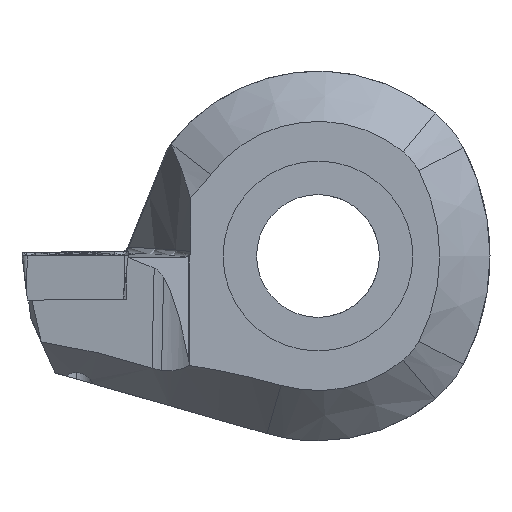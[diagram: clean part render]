
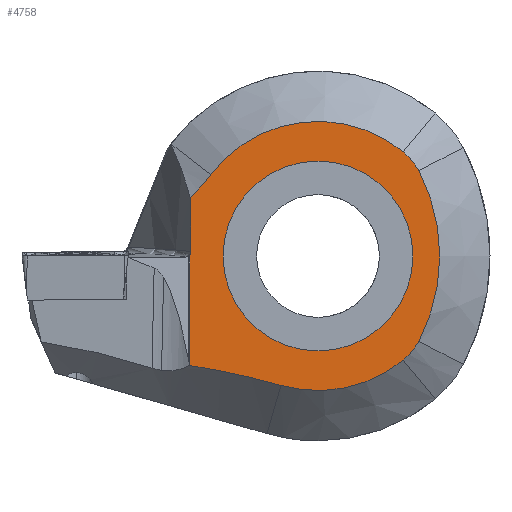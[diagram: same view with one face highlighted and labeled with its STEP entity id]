
A CAD part, left-side view. The second image highlights one B-rep face of the part: STEP entity #4758.
In plain terms, the highlighted planar face has unit normal (-1, 0, 0).
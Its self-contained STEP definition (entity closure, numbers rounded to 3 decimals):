
#18 = FACE_OUTER_BOUND ( 'NONE', #4417, .T. ) ;
#21 = DIRECTION ( 'NONE',  ( 1., 0., 0. ) ) ;
#74 = DIRECTION ( 'NONE',  ( -1., 0., 0. ) ) ;
#98 = ORIENTED_EDGE ( 'NONE', *, *, #3981, .F. ) ;
#112 = EDGE_CURVE ( 'NONE', #667, #790, #3360, .T. ) ;
#117 = DIRECTION ( 'NONE',  ( -1., 0., 0. ) ) ;
#142 = DIRECTION ( 'NONE',  ( 1., 0., 0. ) ) ;
#229 = CARTESIAN_POINT ( 'NONE',  ( -10., 11.387, 0.407 ) ) ;
#230 = DIRECTION ( 'NONE',  ( 0., 0., 1. ) ) ;
#250 = CARTESIAN_POINT ( 'NONE',  ( -10., 11.5, -16.55 ) ) ;
#251 = AXIS2_PLACEMENT_3D ( 'NONE', #1432, #2218, #1800 ) ;
#272 = ORIENTED_EDGE ( 'NONE', *, *, #600, .T. ) ;
#341 = EDGE_CURVE ( 'NONE', #4659, #2452, #3039, .T. ) ;
#370 = CARTESIAN_POINT ( 'NONE',  ( -10., 11.418, 3.629 ) ) ;
#388 = EDGE_CURVE ( 'NONE', #4755, #572, #4768, .T. ) ;
#441 = CARTESIAN_POINT ( 'NONE',  ( -10., 11.478, -9.806 ) ) ;
#572 = VERTEX_POINT ( 'NONE', #1008 ) ;
#600 = EDGE_CURVE ( 'NONE', #1828, #3279, #5163, .T. ) ;
#633 = EDGE_CURVE ( 'NONE', #927, #667, #674, .T. ) ;
#667 = VERTEX_POINT ( 'NONE', #4764 ) ;
#674 = CIRCLE ( 'NONE', #2518, 12.05 ) ;
#689 = FACE_BOUND ( 'NONE', #2104, .T. ) ;
#754 = CIRCLE ( 'NONE', #2207, 5.5 ) ;
#777 = ORIENTED_EDGE ( 'NONE', *, *, #4476, .F. ) ;
#781 = DIRECTION ( 'NONE',  ( 0., 1., 0. ) ) ;
#790 = VERTEX_POINT ( 'NONE', #441 ) ;
#843 = AXIS2_PLACEMENT_3D ( 'NONE', #1282, #142, #1350 ) ;
#927 = VERTEX_POINT ( 'NONE', #1794 ) ;
#965 = ORIENTED_EDGE ( 'NONE', *, *, #4852, .T. ) ;
#993 = DIRECTION ( 'NONE',  ( 1., 0., 0. ) ) ;
#1008 = CARTESIAN_POINT ( 'NONE',  ( -10., -7.636, 9.322 ) ) ;
#1043 = DIRECTION ( 'NONE',  ( -1., 0., 0. ) ) ;
#1046 = CARTESIAN_POINT ( 'NONE',  ( -10., 0., -8.5 ) ) ;
#1282 = CARTESIAN_POINT ( 'NONE',  ( -10., 0., 0. ) ) ;
#1302 = CARTESIAN_POINT ( 'NONE',  ( -10., 11.387, 0.407 ) ) ;
#1342 =( BOUNDED_CURVE ( )  B_SPLINE_CURVE ( 3, ( #3780, #3794, #2953, #4200 ),
 .UNSPECIFIED., .F., .T. ) 
 B_SPLINE_CURVE_WITH_KNOTS ( ( 4, 4 ),
 ( 0.518, 0.524 ),
 .UNSPECIFIED. ) 
 CURVE ( )  GEOMETRIC_REPRESENTATION_ITEM ( )  RATIONAL_B_SPLINE_CURVE ( ( 1., 1., 1., 1. ) ) 
 REPRESENTATION_ITEM ( '' )  );
#1350 = DIRECTION ( 'NONE',  ( 0., 1., 0. ) ) ;
#1362 = EDGE_CURVE ( 'NONE', #4811, #4755, #2280, .T. ) ;
#1425 = CARTESIAN_POINT ( 'NONE',  ( -10., 0., 0. ) ) ;
#1432 = CARTESIAN_POINT ( 'NONE',  ( -10., 21.1, -73.585 ) ) ;
#1467 = CARTESIAN_POINT ( 'NONE',  ( -10., 11.386, 0.291 ) ) ;
#1566 = ORIENTED_EDGE ( 'NONE', *, *, #3508, .T. ) ;
#1588 = CARTESIAN_POINT ( 'NONE',  ( -10., 0., 8.5 ) ) ;
#1606 = DIRECTION ( 'NONE',  ( 0., 1., 0. ) ) ;
#1652 = DIRECTION ( 'NONE',  ( 1., 0., 0. ) ) ;
#1747 = ORIENTED_EDGE ( 'NONE', *, *, #4846, .T. ) ;
#1794 = CARTESIAN_POINT ( 'NONE',  ( -10., -7.636, -9.322 ) ) ;
#1800 = DIRECTION ( 'NONE',  ( 0., 1., 0. ) ) ;
#1813 = CARTESIAN_POINT ( 'NONE',  ( -10., 11.426, 0.18 ) ) ;
#1815 = DIRECTION ( 'NONE',  ( 0., 1., 0. ) ) ;
#1828 = VERTEX_POINT ( 'NONE', #1302 ) ;
#2077 = VERTEX_POINT ( 'NONE', #4978 ) ;
#2081 = CARTESIAN_POINT ( 'NONE',  ( -10., 23.298, 17.723 ) ) ;
#2086 = DIRECTION ( 'NONE',  ( 0., 1., 0. ) ) ;
#2094 = DIRECTION ( 'NONE',  ( 1., 0., 0. ) ) ;
#2104 = EDGE_LOOP ( 'NONE', ( #5062, #965 ) ) ;
#2132 = CARTESIAN_POINT ( 'NONE',  ( -10., -4.151, 5.067 ) ) ;
#2207 = AXIS2_PLACEMENT_3D ( 'NONE', #3173, #2343, #1606 ) ;
#2218 = DIRECTION ( 'NONE',  ( -1., 0., 0. ) ) ;
#2256 = AXIS2_PLACEMENT_3D ( 'NONE', #4509, #2094, #4919 ) ;
#2280 = CIRCLE ( 'NONE', #3771, 16.4 ) ;
#2343 = DIRECTION ( 'NONE',  ( 1., 0., 0. ) ) ;
#2452 = VERTEX_POINT ( 'NONE', #3161 ) ;
#2518 = AXIS2_PLACEMENT_3D ( 'NONE', #3970, #21, #781 ) ;
#2558 = CIRCLE ( 'NONE', #4535, 12.05 ) ;
#2590 = CARTESIAN_POINT ( 'NONE',  ( -10., 11.5, 0.091 ) ) ;
#2609 = CARTESIAN_POINT ( 'NONE',  ( -10., -9.02, -7.624 ) ) ;
#2765 = CARTESIAN_POINT ( 'NONE',  ( -10., 11.402, 2.019 ) ) ;
#2781 = AXIS2_PLACEMENT_3D ( 'NONE', #2081, #1652, #4446 ) ;
#2939 = EDGE_CURVE ( 'NONE', #4863, #4529, #3659, .T. ) ;
#2953 = CARTESIAN_POINT ( 'NONE',  ( -10., 11.485, -9.776 ) ) ;
#3039 = CIRCLE ( 'NONE', #2781, 17.223 ) ;
#3161 = CARTESIAN_POINT ( 'NONE',  ( -10., 11.434, 5.238 ) ) ;
#3173 = CARTESIAN_POINT ( 'NONE',  ( -10., -4.151, -5.067 ) ) ;
#3265 = CARTESIAN_POINT ( 'NONE',  ( -10., 5.5, 0. ) ) ;
#3279 = VERTEX_POINT ( 'NONE', #3652 ) ;
#3329 = CARTESIAN_POINT ( 'NONE',  ( -10., -9.02, 7.624 ) ) ;
#3350 = PLANE ( 'NONE',  #2256 ) ;
#3360 = CIRCLE ( 'NONE', #251, 64.5 ) ;
#3364 = DIRECTION ( 'NONE',  ( 0., 1., 0. ) ) ;
#3484 = CARTESIAN_POINT ( 'NONE',  ( -10., 11.434, 5.238 ) ) ;
#3508 = EDGE_CURVE ( 'NONE', #572, #4659, #2558, .T. ) ;
#3528 = AXIS2_PLACEMENT_3D ( 'NONE', #2132, #117, #3364 ) ;
#3593 = AXIS2_PLACEMENT_3D ( 'NONE', #4670, #993, #1815 ) ;
#3637 = ORIENTED_EDGE ( 'NONE', *, *, #341, .T. ) ;
#3652 = CARTESIAN_POINT ( 'NONE',  ( -10., 11.5, 0.091 ) ) ;
#3654 = ORIENTED_EDGE ( 'NONE', *, *, #633, .F. ) ;
#3659 = CIRCLE ( 'NONE', #843, 8.5 ) ;
#3771 = AXIS2_PLACEMENT_3D ( 'NONE', #3265, #74, #2086 ) ;
#3780 = CARTESIAN_POINT ( 'NONE',  ( -10., 11.5, -9.717 ) ) ;
#3794 = CARTESIAN_POINT ( 'NONE',  ( -10., 11.493, -9.747 ) ) ;
#3837 = DIRECTION ( 'NONE',  ( 0., 1., 0. ) ) ;
#3970 = CARTESIAN_POINT ( 'NONE',  ( -10., 0., 0. ) ) ;
#3981 = EDGE_CURVE ( 'NONE', #1828, #2452, #4115, .T. ) ;
#4051 = LINE ( 'NONE', #250, #4577 ) ;
#4115 =( BOUNDED_CURVE ( )  B_SPLINE_CURVE ( 3, ( #4756, #2765, #370, #3484 ),
 .UNSPECIFIED., .F., .T. ) 
 B_SPLINE_CURVE_WITH_KNOTS ( ( 4, 4 ),
 ( 1.839, 1.844 ),
 .UNSPECIFIED. ) 
 CURVE ( )  GEOMETRIC_REPRESENTATION_ITEM ( )  RATIONAL_B_SPLINE_CURVE ( ( 1., 1., 1., 1. ) ) 
 REPRESENTATION_ITEM ( '' )  );
#4200 = CARTESIAN_POINT ( 'NONE',  ( -10., 11.478, -9.806 ) ) ;
#4417 = EDGE_LOOP ( 'NONE', ( #1566, #3637, #98, #272, #4699, #1747, #5154, #3654, #777, #5017, #5142 ) ) ;
#4446 = DIRECTION ( 'NONE',  ( 0., 1., 0. ) ) ;
#4476 = EDGE_CURVE ( 'NONE', #4811, #927, #754, .T. ) ;
#4509 = CARTESIAN_POINT ( 'NONE',  ( -10., 11.5, -16.55 ) ) ;
#4529 = VERTEX_POINT ( 'NONE', #1588 ) ;
#4535 = AXIS2_PLACEMENT_3D ( 'NONE', #1425, #1043, #3837 ) ;
#4563 = CARTESIAN_POINT ( 'NONE',  ( -10., 9.591, 7.296 ) ) ;
#4577 = VECTOR ( 'NONE', #230, 1000. ) ;
#4659 = VERTEX_POINT ( 'NONE', #4563 ) ;
#4670 = CARTESIAN_POINT ( 'NONE',  ( -10., 0., 0. ) ) ;
#4699 = ORIENTED_EDGE ( 'NONE', *, *, #4874, .F. ) ;
#4755 = VERTEX_POINT ( 'NONE', #3329 ) ;
#4756 = CARTESIAN_POINT ( 'NONE',  ( -10., 11.387, 0.407 ) ) ;
#4758 = ADVANCED_FACE ( 'NONE', ( #689, #18 ), #3350, .F. ) ;
#4764 = CARTESIAN_POINT ( 'NONE',  ( -10., 3.321, -11.583 ) ) ;
#4768 = CIRCLE ( 'NONE', #3528, 5.5 ) ;
#4811 = VERTEX_POINT ( 'NONE', #2609 ) ;
#4846 = EDGE_CURVE ( 'NONE', #2077, #790, #1342, .T. ) ;
#4852 = EDGE_CURVE ( 'NONE', #4529, #4863, #5149, .T. ) ;
#4863 = VERTEX_POINT ( 'NONE', #1046 ) ;
#4874 = EDGE_CURVE ( 'NONE', #2077, #3279, #4051, .T. ) ;
#4919 = DIRECTION ( 'NONE',  ( 0., 1., 0. ) ) ;
#4978 = CARTESIAN_POINT ( 'NONE',  ( -10., 11.5, -9.717 ) ) ;
#5017 = ORIENTED_EDGE ( 'NONE', *, *, #1362, .T. ) ;
#5062 = ORIENTED_EDGE ( 'NONE', *, *, #2939, .T. ) ;
#5142 = ORIENTED_EDGE ( 'NONE', *, *, #388, .T. ) ;
#5149 = CIRCLE ( 'NONE', #3593, 8.5 ) ;
#5154 = ORIENTED_EDGE ( 'NONE', *, *, #112, .F. ) ;
#5163 = B_SPLINE_CURVE_WITH_KNOTS ( 'NONE', 3,
 ( #229, #1467, #1813, #2590 ),
 .UNSPECIFIED., .F., .F.,
 ( 4, 4 ),
 ( 0., 0. ),
 .UNSPECIFIED. ) ;
